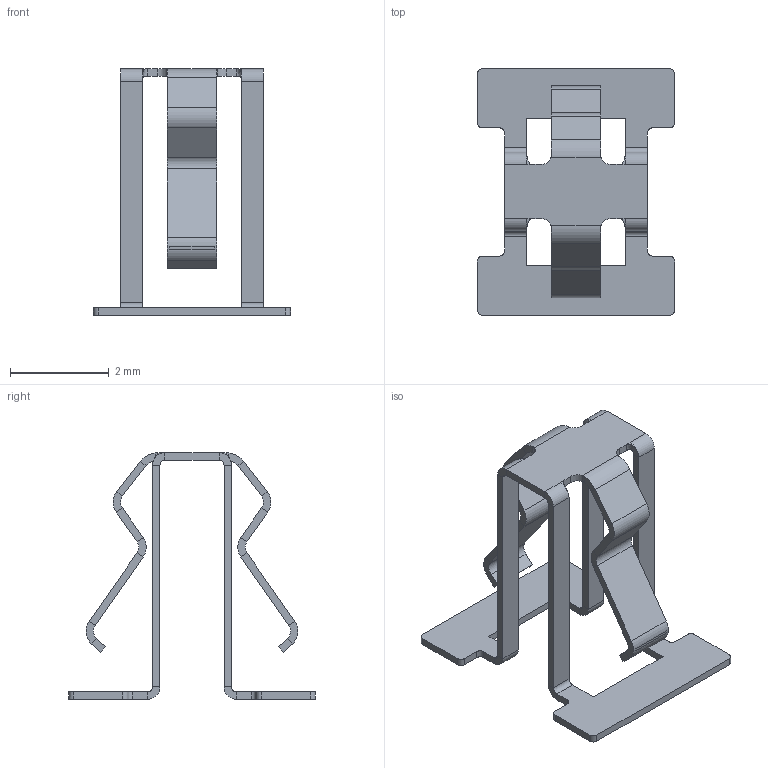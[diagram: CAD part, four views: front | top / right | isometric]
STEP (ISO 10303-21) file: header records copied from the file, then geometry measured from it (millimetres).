
FILE_DESCRIPTION(('CATIA V5 STEP Exchange'),'2;1');
FILE_NAME('F17250_SOLDER-CLIP-A_MechModel.stp','2020-05-04T11:25:12+00:00',('none'),('none'),'CATIA Version 5-6 Release 2018 SP4','CATIA V5 STEP AP203','none');
FILE_SCHEMA(('CONFIG_CONTROL_DESIGN'));
Length unit declared in the file: millimetre
Products named in the file (1): F17250_SOLDER-CLIP-A
Bounding box: 4 x 5 x 5 mm (x, y, z)
Volume: 4.8 mm3; surface area: 77.2 mm2
Topology: 1 solids, 4 shells, 177 faces, 404 edges, 228 vertices
Faces by surface type: plane 108, cylinder 59, bspline 10
Entity records: 4955 total; most frequent: CARTESIAN_POINT 1244, ORIENTED_EDGE 796, DIRECTION 641, EDGE_CURVE 404, VECTOR 271, LINE 271, AXIS2_PLACEMENT_3D 229, VERTEX_POINT 228
